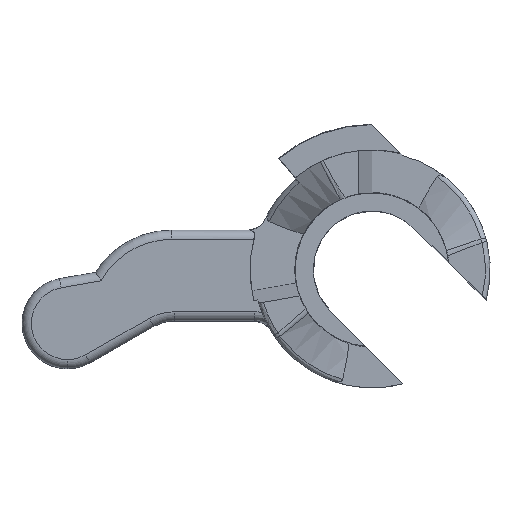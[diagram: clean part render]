
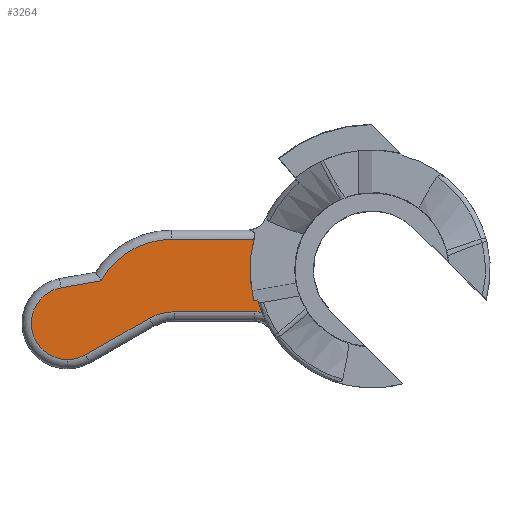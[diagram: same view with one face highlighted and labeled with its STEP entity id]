
A CAD part, front view. The second image highlights one B-rep face of the part: STEP entity #3264.
In plain terms, the highlighted planar face has unit normal (0, -1, 0).
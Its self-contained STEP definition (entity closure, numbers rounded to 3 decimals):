
#49 = AXIS2_PLACEMENT_3D ( 'NONE', #3884, #3849, #3708 ) ;
#65 = VERTEX_POINT ( 'NONE', #2122 ) ;
#106 = CARTESIAN_POINT ( 'NONE',  ( 0., -1.5, 0. ) ) ;
#183 = DIRECTION ( 'NONE',  ( 0., -1., 0. ) ) ;
#221 = LINE ( 'NONE', #1066, #1626 ) ;
#244 = EDGE_CURVE ( 'NONE', #2903, #3121, #1004, .T. ) ;
#290 = CARTESIAN_POINT ( 'NONE',  ( -17.088, -1.5, -0.991 ) ) ;
#420 = AXIS2_PLACEMENT_3D ( 'NONE', #618, #597, #3336 ) ;
#421 = ORIENTED_EDGE ( 'NONE', *, *, #244, .T. ) ;
#480 = ORIENTED_EDGE ( 'NONE', *, *, #2074, .T. ) ;
#541 = AXIS2_PLACEMENT_3D ( 'NONE', #106, #1753, #2772 ) ;
#586 = CIRCLE ( 'NONE', #420, 1.991 ) ;
#597 = DIRECTION ( 'NONE',  ( 0., -1., 0. ) ) ;
#605 = VERTEX_POINT ( 'NONE', #1810 ) ;
#618 = CARTESIAN_POINT ( 'NONE',  ( -16.742, -1.5, -2.952 ) ) ;
#630 = CARTESIAN_POINT ( 'NONE',  ( -6.502, -1.5, 1.67 ) ) ;
#635 = AXIS2_PLACEMENT_3D ( 'NONE', #1123, #2576, #3343 ) ;
#637 = CARTESIAN_POINT ( 'NONE',  ( -6.446, -1.5, -2.313 ) ) ;
#685 = CARTESIAN_POINT ( 'NONE',  ( -6.039, -1.5, -2.37 ) ) ;
#700 = EDGE_CURVE ( 'NONE', #605, #2903, #2031, .T. ) ;
#707 = CARTESIAN_POINT ( 'NONE',  ( -11.022, -1.5, -2.752 ) ) ;
#754 = VERTEX_POINT ( 'NONE', #3931 ) ;
#874 = DIRECTION ( 'NONE',  ( 0., 0., -1. ) ) ;
#886 = DIRECTION ( 'NONE',  ( 0., 1., 0. ) ) ;
#932 = DIRECTION ( 'NONE',  ( 0., 0., -1. ) ) ;
#947 = VECTOR ( 'NONE', #2445, 1000. ) ;
#1003 = ORIENTED_EDGE ( 'NONE', *, *, #1149, .T. ) ;
#1004 = CIRCLE ( 'NONE', #49, 6.487 ) ;
#1066 = CARTESIAN_POINT ( 'NONE',  ( -17.088, -1.5, -0.991 ) ) ;
#1123 = CARTESIAN_POINT ( 'NONE',  ( -10.876, -1.5, -5.071 ) ) ;
#1149 = EDGE_CURVE ( 'NONE', #754, #65, #586, .T. ) ;
#1230 = CARTESIAN_POINT ( 'NONE',  ( -16.742, -1.5, -2.952 ) ) ;
#1254 = DIRECTION ( 'NONE',  ( 0., -1., 0. ) ) ;
#1259 = CARTESIAN_POINT ( 'NONE',  ( -10.876, -1.5, -2.313 ) ) ;
#1430 = VERTEX_POINT ( 'NONE', #3888 ) ;
#1482 = EDGE_CURVE ( 'NONE', #3121, #1515, #3639, .T. ) ;
#1515 = VERTEX_POINT ( 'NONE', #2511 ) ;
#1581 = CARTESIAN_POINT ( 'NONE',  ( -12.244, -1.5, -2.676 ) ) ;
#1597 = CIRCLE ( 'NONE', #635, 2.759 ) ;
#1610 = EDGE_CURVE ( 'NONE', #1515, #3108, #3284, .T. ) ;
#1626 = VECTOR ( 'NONE', #1996, 1000. ) ;
#1706 = DIRECTION ( 'NONE',  ( -0.985, 0., -0.174 ) ) ;
#1725 = ORIENTED_EDGE ( 'NONE', *, *, #1911, .T. ) ;
#1741 = ORIENTED_EDGE ( 'NONE', *, *, #4066, .T. ) ;
#1746 = CARTESIAN_POINT ( 'NONE',  ( -6.271, -1.5, -1.66 ) ) ;
#1753 = DIRECTION ( 'NONE',  ( 0., -1., 0. ) ) ;
#1810 = CARTESIAN_POINT ( 'NONE',  ( -6.448, -1.5, -2.313 ) ) ;
#1855 = VERTEX_POINT ( 'NONE', #2679 ) ;
#1872 = CIRCLE ( 'NONE', #2270, 4.422 ) ;
#1911 = EDGE_CURVE ( 'NONE', #2412, #754, #4108, .T. ) ;
#1944 = LINE ( 'NONE', #637, #947 ) ;
#1996 = DIRECTION ( 'NONE',  ( -0.985, 0., -0.174 ) ) ;
#2020 = CARTESIAN_POINT ( 'NONE',  ( -6.448, -1.5, -2.313 ) ) ;
#2031 = B_SPLINE_CURVE_WITH_KNOTS ( 'NONE', 3,
 ( #2020, #2032, #2051, #2311 ),
 .UNSPECIFIED., .F., .F.,
 ( 4, 4 ),
 ( 0., 0. ),
 .UNSPECIFIED. ) ;
#2032 = CARTESIAN_POINT ( 'NONE',  ( -6.309, -1.5, -2.313 ) ) ;
#2051 = CARTESIAN_POINT ( 'NONE',  ( -6.173, -1.5, -2.332 ) ) ;
#2068 = ORIENTED_EDGE ( 'NONE', *, *, #700, .T. ) ;
#2074 = EDGE_CURVE ( 'NONE', #3342, #2348, #1597, .T. ) ;
#2122 = CARTESIAN_POINT ( 'NONE',  ( -15.754, -1.5, -4.681 ) ) ;
#2142 = CARTESIAN_POINT ( 'NONE',  ( 0.095, -1.5, -0.538 ) ) ;
#2147 = FACE_OUTER_BOUND ( 'NONE', #2506, .T. ) ;
#2235 = ORIENTED_EDGE ( 'NONE', *, *, #1610, .T. ) ;
#2270 = AXIS2_PLACEMENT_3D ( 'NONE', #707, #183, #4197 ) ;
#2311 = CARTESIAN_POINT ( 'NONE',  ( -6.039, -1.5, -2.37 ) ) ;
#2348 = VERTEX_POINT ( 'NONE', #1259 ) ;
#2395 = DIRECTION ( 'NONE',  ( -1., 0., 0. ) ) ;
#2412 = VERTEX_POINT ( 'NONE', #290 ) ;
#2445 = DIRECTION ( 'NONE',  ( 1., 0., 0. ) ) ;
#2506 = EDGE_LOOP ( 'NONE', ( #2235, #3804, #4099, #1741, #1725, #1003, #3179, #480, #4134, #2068, #421, #4178 ) ) ;
#2511 = CARTESIAN_POINT ( 'NONE',  ( -6.494, -1.5, -1.7 ) ) ;
#2576 = DIRECTION ( 'NONE',  ( 0., 1., 0. ) ) ;
#2679 = CARTESIAN_POINT ( 'NONE',  ( -11.022, -1.5, 1.67 ) ) ;
#2710 = EDGE_CURVE ( 'NONE', #1855, #1430, #1872, .T. ) ;
#2723 = CARTESIAN_POINT ( 'NONE',  ( -11.022, -1.5, 1.67 ) ) ;
#2772 = DIRECTION ( 'NONE',  ( 0., 0., -1. ) ) ;
#2894 = VECTOR ( 'NONE', #2395, 1000. ) ;
#2899 = EDGE_CURVE ( 'NONE', #65, #3342, #3989, .T. ) ;
#2903 = VERTEX_POINT ( 'NONE', #685 ) ;
#3108 = VERTEX_POINT ( 'NONE', #630 ) ;
#3121 = VERTEX_POINT ( 'NONE', #1746 ) ;
#3179 = ORIENTED_EDGE ( 'NONE', *, *, #2899, .T. ) ;
#3264 = ADVANCED_FACE ( 'NONE', ( #2147 ), #3669, .T. ) ;
#3270 = AXIS2_PLACEMENT_3D ( 'NONE', #1230, #1254, #932 ) ;
#3284 = CIRCLE ( 'NONE', #3973, 6.713 ) ;
#3333 = CARTESIAN_POINT ( 'NONE',  ( 0., -1.5, 0. ) ) ;
#3336 = DIRECTION ( 'NONE',  ( 0., 0., -1. ) ) ;
#3342 = VERTEX_POINT ( 'NONE', #4334 ) ;
#3343 = DIRECTION ( 'NONE',  ( 0., 0., -1. ) ) ;
#3405 = EDGE_CURVE ( 'NONE', #3108, #1855, #4257, .T. ) ;
#3639 = LINE ( 'NONE', #2142, #3846 ) ;
#3669 = PLANE ( 'NONE',  #541 ) ;
#3708 = DIRECTION ( 'NONE',  ( 0., 0., -1. ) ) ;
#3762 = DIRECTION ( 'NONE',  ( 0.868, 0., 0.496 ) ) ;
#3804 = ORIENTED_EDGE ( 'NONE', *, *, #3405, .T. ) ;
#3846 = VECTOR ( 'NONE', #1706, 1000. ) ;
#3849 = DIRECTION ( 'NONE',  ( 0., 1., 0. ) ) ;
#3884 = CARTESIAN_POINT ( 'NONE',  ( 0., -1.5, 0. ) ) ;
#3888 = CARTESIAN_POINT ( 'NONE',  ( -14.887, -1.5, -0.603 ) ) ;
#3931 = CARTESIAN_POINT ( 'NONE',  ( -16.742, -1.5, -4.943 ) ) ;
#3973 = AXIS2_PLACEMENT_3D ( 'NONE', #3333, #886, #874 ) ;
#3989 = LINE ( 'NONE', #1581, #4329 ) ;
#4066 = EDGE_CURVE ( 'NONE', #1430, #2412, #221, .T. ) ;
#4099 = ORIENTED_EDGE ( 'NONE', *, *, #2710, .T. ) ;
#4108 = CIRCLE ( 'NONE', #3270, 1.991 ) ;
#4134 = ORIENTED_EDGE ( 'NONE', *, *, #4203, .T. ) ;
#4178 = ORIENTED_EDGE ( 'NONE', *, *, #1482, .T. ) ;
#4197 = DIRECTION ( 'NONE',  ( 0., 0., -1. ) ) ;
#4203 = EDGE_CURVE ( 'NONE', #2348, #605, #1944, .T. ) ;
#4257 = LINE ( 'NONE', #2723, #2894 ) ;
#4329 = VECTOR ( 'NONE', #3762, 1000. ) ;
#4334 = CARTESIAN_POINT ( 'NONE',  ( -12.244, -1.5, -2.676 ) ) ;
